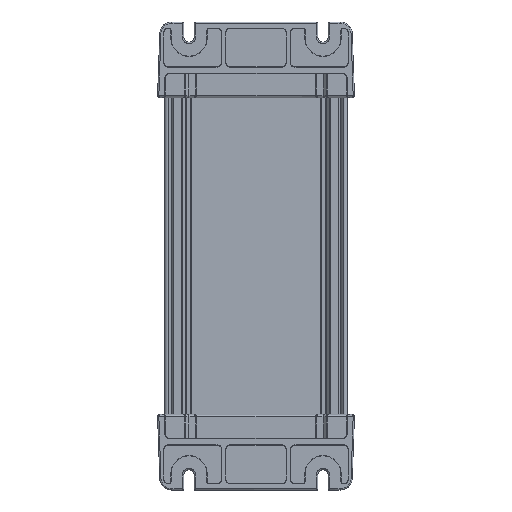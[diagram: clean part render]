
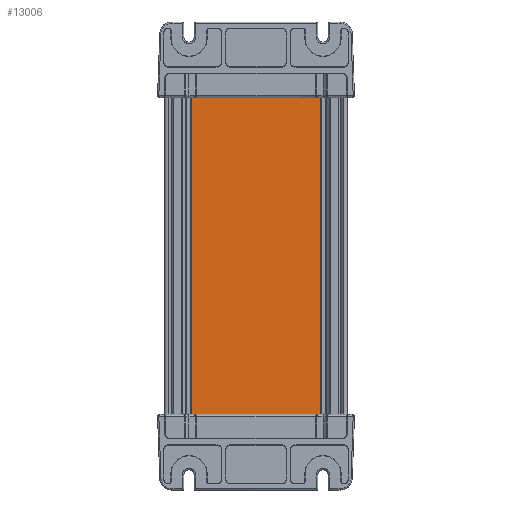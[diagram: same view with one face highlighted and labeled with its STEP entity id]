
A CAD part, front view. The second image highlights one B-rep face of the part: STEP entity #13006.
In plain terms, the highlighted planar face has unit normal (0, -1, 0).
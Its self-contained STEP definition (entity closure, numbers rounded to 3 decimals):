
#1190 = EDGE_CURVE ( 'Defeatured_16_76+Defeatured_16_75+Defeatured_16_0+Defeatured_16_1', #23700, #52311, #12085, .T. ) ;
#1196 = CARTESIAN_POINT ( 'NONE',  ( -121.693, -37.619, 124.778 ) ) ;
#3184 = EDGE_CURVE ( 'Defeatured_16_75+Defeatured_16_74+Defeatured_16_0+Defeatured_16_1', #3947, #19957, #42164, .T. ) ;
#3936 = CARTESIAN_POINT ( 'NONE',  ( -68.693, -37.619, 124.778 ) ) ;
#3947 = VERTEX_POINT ( 'NONE', #1196 ) ;
#6805 = ORIENTED_EDGE ( 'NONE', *, *, #3184, .T. ) ;
#10074 = EDGE_CURVE ( 'Defeatured_16_0+Defeatured_16_75+Defeatured_16_74+Defeatured_16_76', #3947, #23700, #21297, .T. ) ;
#10274 = FACE_OUTER_BOUND ( 'NONE', #20094, .T. ) ;
#11561 = DIRECTION ( 'NONE',  ( 0., 0., -1. ) ) ;
#12085 = LINE ( 'NONE', #24260, #46851 ) ;
#13006 = ADVANCED_FACE ( 'Defeatured_16_75', ( #10274 ), #15553, .F. ) ;
#15553 = PLANE ( 'NONE',  #43756 ) ;
#19167 = CARTESIAN_POINT ( 'NONE',  ( -68.693, -37.619, -25.222 ) ) ;
#19869 = DIRECTION ( 'NONE',  ( 0., 1., 0. ) ) ;
#19957 = VERTEX_POINT ( 'NONE', #49117 ) ;
#20094 = EDGE_LOOP ( 'NONE', ( #22998, #43950, #42245, #6805 ) ) ;
#20692 = DIRECTION ( 'NONE',  ( 1., 0., 0. ) ) ;
#21297 = LINE ( 'NONE', #24827, #48311 ) ;
#22998 = ORIENTED_EDGE ( 'NONE', *, *, #41497, .T. ) ;
#23700 = VERTEX_POINT ( 'NONE', #3936 ) ;
#24260 = CARTESIAN_POINT ( 'NONE',  ( -68.693, -37.619, 124.778 ) ) ;
#24827 = CARTESIAN_POINT ( 'NONE',  ( -121.693, -37.619, 124.778 ) ) ;
#24850 = DIRECTION ( 'NONE',  ( 1., 0., 0. ) ) ;
#26668 = DIRECTION ( 'NONE',  ( 0., 0., -1. ) ) ;
#28013 = VECTOR ( 'NONE', #26668, 1000. ) ;
#28873 = VECTOR ( 'NONE', #24850, 1000. ) ;
#30626 = CARTESIAN_POINT ( 'NONE',  ( -121.693, -37.619, 124.778 ) ) ;
#41104 = LINE ( 'NONE', #49507, #28873 ) ;
#41497 = EDGE_CURVE ( 'Defeatured_16_75+Defeatured_16_1+Defeatured_16_74+Defeatured_16_76', #19957, #52311, #41104, .T. ) ;
#42164 = LINE ( 'NONE', #30626, #28013 ) ;
#42245 = ORIENTED_EDGE ( 'NONE', *, *, #10074, .F. ) ;
#43756 = AXIS2_PLACEMENT_3D ( 'NONE', #44291, #19869, #11561 ) ;
#43950 = ORIENTED_EDGE ( 'NONE', *, *, #1190, .F. ) ;
#44291 = CARTESIAN_POINT ( 'NONE',  ( -121.693, -37.619, 124.778 ) ) ;
#46851 = VECTOR ( 'NONE', #52330, 1000. ) ;
#48311 = VECTOR ( 'NONE', #20692, 1000. ) ;
#49117 = CARTESIAN_POINT ( 'NONE',  ( -121.693, -37.619, -25.222 ) ) ;
#49507 = CARTESIAN_POINT ( 'NONE',  ( -121.693, -37.619, -25.222 ) ) ;
#52311 = VERTEX_POINT ( 'NONE', #19167 ) ;
#52330 = DIRECTION ( 'NONE',  ( 0., 0., -1. ) ) ;
